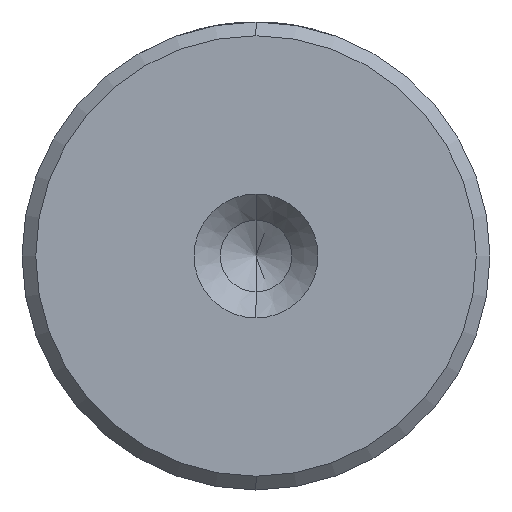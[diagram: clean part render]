
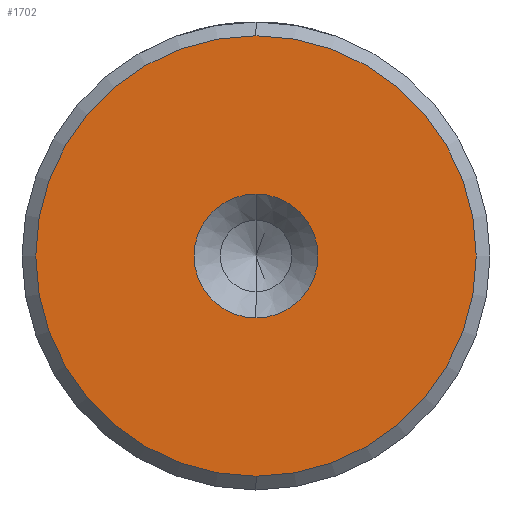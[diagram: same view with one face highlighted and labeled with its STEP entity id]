
A CAD part, left-side view. The second image highlights one B-rep face of the part: STEP entity #1702.
In plain terms, the highlighted planar face has unit normal (-1, 0, 0).
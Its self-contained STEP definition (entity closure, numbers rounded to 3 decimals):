
#84 = ORIENTED_EDGE ( 'NONE', *, *, #1500, .T. ) ;
#214 = FACE_BOUND ( 'NONE', #1205, .T. ) ;
#218 = CIRCLE ( 'NONE', #1938, 8. ) ;
#245 = CARTESIAN_POINT ( 'NONE',  ( 0., 0., 0. ) ) ;
#396 = DIRECTION ( 'NONE',  ( -1., 0., 0. ) ) ;
#432 = CARTESIAN_POINT ( 'NONE',  ( 0., 0., -8. ) ) ;
#434 = DIRECTION ( 'NONE',  ( 0., 0., 1. ) ) ;
#472 = DIRECTION ( 'NONE',  ( -1., 0., 0. ) ) ;
#629 = VERTEX_POINT ( 'NONE', #1133 ) ;
#765 = DIRECTION ( 'NONE',  ( 0., 0., 1. ) ) ;
#853 = DIRECTION ( 'NONE',  ( -1., 0., 0. ) ) ;
#955 = CARTESIAN_POINT ( 'NONE',  ( 0., 0., -2.25 ) ) ;
#984 = EDGE_LOOP ( 'NONE', ( #84, #1800 ) ) ;
#1003 = CARTESIAN_POINT ( 'NONE',  ( 0., 0., 0. ) ) ;
#1023 = EDGE_CURVE ( 'NONE', #2237, #1772, #2256, .T. ) ;
#1132 = AXIS2_PLACEMENT_3D ( 'NONE', #1623, #396, #765 ) ;
#1133 = CARTESIAN_POINT ( 'NONE',  ( 0., 0., 8. ) ) ;
#1182 = DIRECTION ( 'NONE',  ( 0., 0., 1. ) ) ;
#1185 = AXIS2_PLACEMENT_3D ( 'NONE', #1519, #472, #1698 ) ;
#1205 = EDGE_LOOP ( 'NONE', ( #2247, #2033 ) ) ;
#1263 = AXIS2_PLACEMENT_3D ( 'NONE', #1003, #2208, #1182 ) ;
#1480 = DIRECTION ( 'NONE',  ( -1., 0., 0. ) ) ;
#1500 = EDGE_CURVE ( 'NONE', #1876, #629, #2005, .T. ) ;
#1519 = CARTESIAN_POINT ( 'NONE',  ( 0., 0., 0. ) ) ;
#1540 = EDGE_CURVE ( 'NONE', #1772, #2237, #1848, .T. ) ;
#1569 = FACE_OUTER_BOUND ( 'NONE', #984, .T. ) ;
#1623 = CARTESIAN_POINT ( 'NONE',  ( 0., 0., 0. ) ) ;
#1698 = DIRECTION ( 'NONE',  ( 0., 0., 1. ) ) ;
#1702 = ADVANCED_FACE ( 'NONE', ( #1569, #214 ), #1805, .T. ) ;
#1767 = AXIS2_PLACEMENT_3D ( 'NONE', #1894, #853, #2063 ) ;
#1772 = VERTEX_POINT ( 'NONE', #955 ) ;
#1800 = ORIENTED_EDGE ( 'NONE', *, *, #2262, .T. ) ;
#1805 = PLANE ( 'NONE',  #1132 ) ;
#1848 = CIRCLE ( 'NONE', #1767, 2.25 ) ;
#1876 = VERTEX_POINT ( 'NONE', #432 ) ;
#1894 = CARTESIAN_POINT ( 'NONE',  ( 0., 0., 0. ) ) ;
#1938 = AXIS2_PLACEMENT_3D ( 'NONE', #245, #1480, #434 ) ;
#2005 = CIRCLE ( 'NONE', #1185, 8. ) ;
#2033 = ORIENTED_EDGE ( 'NONE', *, *, #1540, .F. ) ;
#2061 = CARTESIAN_POINT ( 'NONE',  ( 0., 0., 2.25 ) ) ;
#2063 = DIRECTION ( 'NONE',  ( 0., 0., 1. ) ) ;
#2208 = DIRECTION ( 'NONE',  ( -1., 0., 0. ) ) ;
#2237 = VERTEX_POINT ( 'NONE', #2061 ) ;
#2247 = ORIENTED_EDGE ( 'NONE', *, *, #1023, .F. ) ;
#2256 = CIRCLE ( 'NONE', #1263, 2.25 ) ;
#2262 = EDGE_CURVE ( 'NONE', #629, #1876, #218, .T. ) ;
